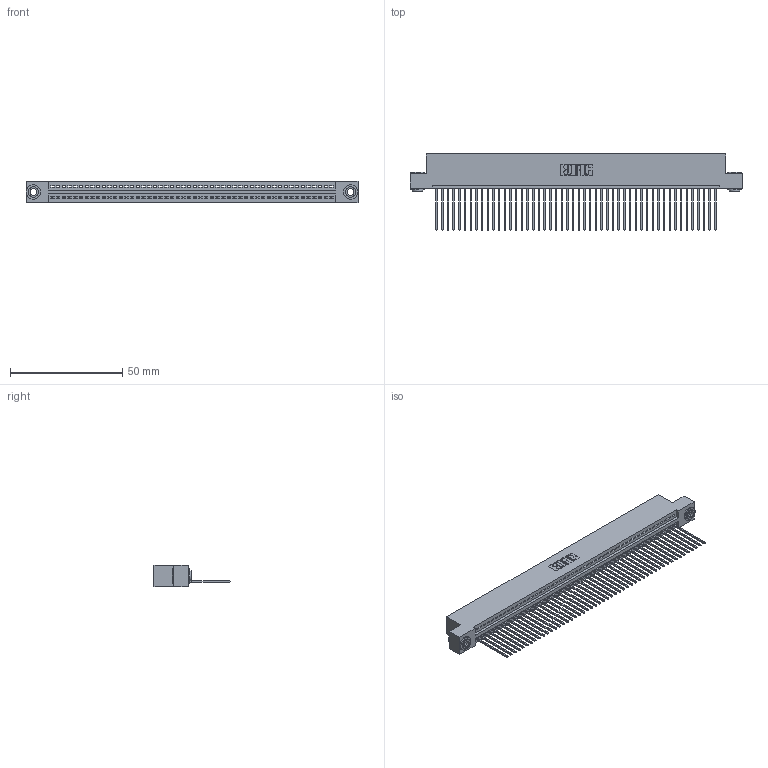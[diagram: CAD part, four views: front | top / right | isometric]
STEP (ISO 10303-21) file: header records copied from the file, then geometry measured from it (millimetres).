
FILE_DESCRIPTION (( 'STEP AP203' ), '1' );
FILE_NAME ('395-050-541-103.STEP', '2019-10-23T06:48:44', ( '' ), ( '' ), 'SwSTEP 2.0', 'SolidWorks 2016', '' );
FILE_SCHEMA (( 'CONFIG_CONTROL_DESIGN' ));
Length unit declared in the file: inch
Products named in the file (4): 345-250-002_345-250-002-102; 345-292-001_345-293-141; 395-050-541-103; 345 Part_Flush Mounting Lugs - 0.156 Dia-TH
Assembly tree (53 placements, depth 2):
  395-050-541-103
    345 Part_Flush Mounting Lugs - 0.156 Dia-TH
    345-292-001_345-293-141  x50
    345-250-002_345-250-002-102  x2
Bounding box: 148.21 x 33.96 x 9.4 mm (x, y, z)
Volume: 14327 mm3; surface area: 20333.3 mm2
Topology: 53 solids, 53 shells, 3064 faces, 9217 edges, 6074 vertices
Faces by surface type: plane 2090, cylinder 966, cone 8
Entity records: 37222 total; most frequent: CARTESIAN_POINT 6425, ORIENTED_EDGE 6402, DIRECTION 5631, EDGE_CURVE 3201, LINE 2845, VECTOR 2845, VERTEX_POINT 2130, AXIS2_PLACEMENT_3D 1393
